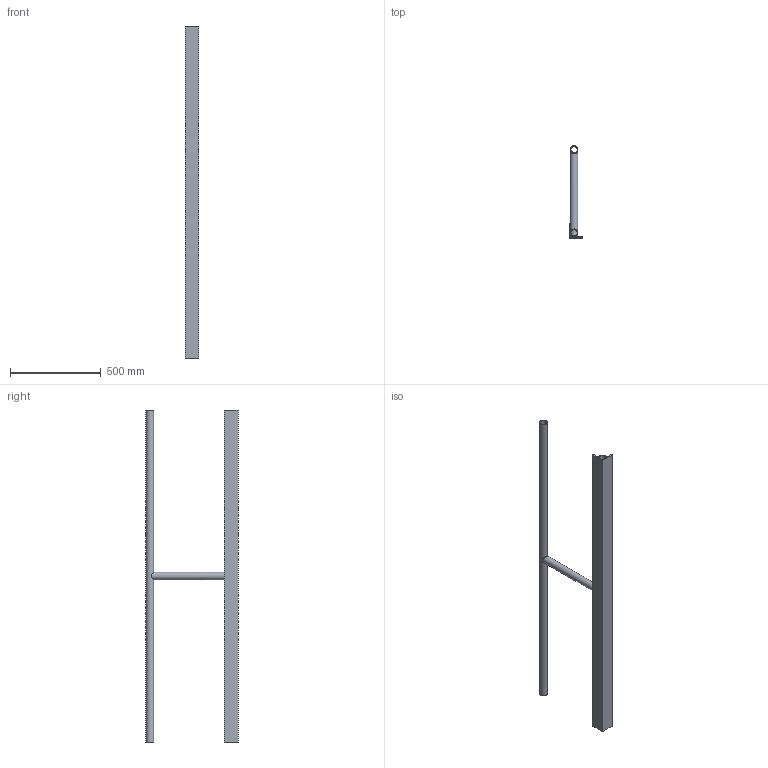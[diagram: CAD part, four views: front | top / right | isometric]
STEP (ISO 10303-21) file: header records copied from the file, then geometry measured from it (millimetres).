
FILE_DESCRIPTION(/* description */ (''),/* implementation_level */ '2;1');
FILE_NAME(/* name */ 'FE-00005_ASM_1_ASM.stp',/* time_stamp */ '2017-01-08T11:33:47-05:00',/* author */ ('jeff1'),/* organization */ (''),/* preprocessor_version */ 'ST-DEVELOPER v16.5',/* originating_system */ 'Autodesk Inventor 2017',/* authorisation */ '');
FILE_SCHEMA (('AUTOMOTIVE_DESIGN { 1 0 10303 214 3 1 1 }'));
Length unit declared in the file: inch
Products named in the file (5): FE-00005_ASM_1_ASM; FE-00005-01_1; FE-00005-03_1; FE-00005-04_1; FE-00005-02_1
Assembly tree (5 placements, depth 2):
  FE-00005_ASM_1_ASM
    FE-00005-01_1
    FE-00005-03_1
    FE-00005-04_1
    FE-00005-02_1  x2
Bounding box: 76.2 x 507.65 x 1828.8 mm (x, y, z)
Volume: 2930728.8 mm3; surface area: 1251559.9 mm2
Topology: 5 solids, 5 shells, 38 faces, 125 edges, 80 vertices
Faces by surface type: cylinder 21, plane 17
Full cylindrical faces by diameter (mm): 6.35 x8, 35.052 x4, 42.164 x4
Entity records: 1529 total; most frequent: CARTESIAN_POINT 694, DIRECTION 145, ORIENTED_EDGE 122, EDGE_LOOP 61, EDGE_CURVE 61, AXIS2_PLACEMENT_3D 60, VERTEX_POINT 48, FACE_OUTER_BOUND 32
